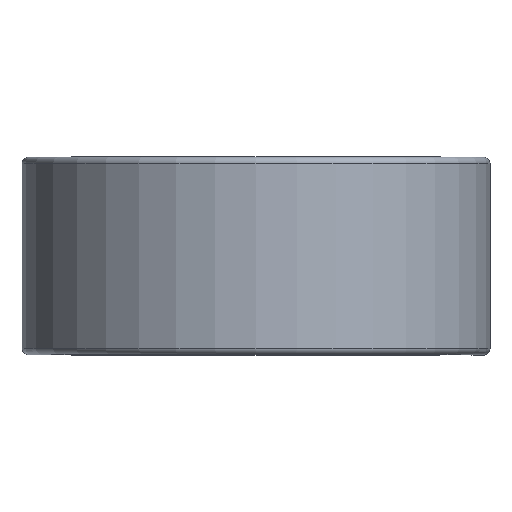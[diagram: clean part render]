
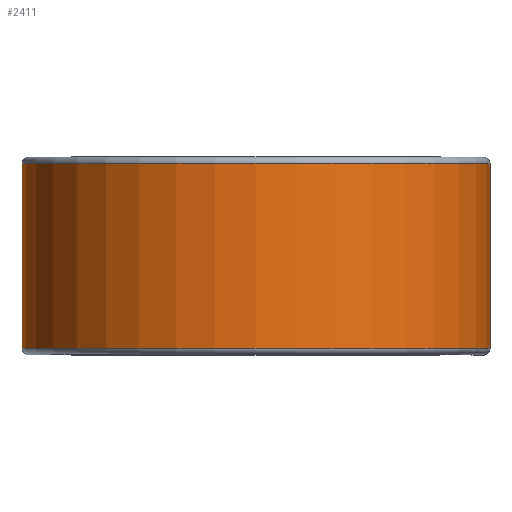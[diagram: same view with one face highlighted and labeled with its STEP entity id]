
A CAD part, top view. The second image highlights one B-rep face of the part: STEP entity #2411.
In plain terms, the highlighted cylindrical face has radius 28.207 mm (diameter 56.413 mm), a partial arc.
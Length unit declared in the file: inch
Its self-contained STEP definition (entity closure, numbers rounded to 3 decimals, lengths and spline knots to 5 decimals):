
#38 = EDGE_CURVE ( 'NONE', #163, #321, #1471, .T. ) ;
#64 = CIRCLE ( 'NONE', #1852, 1.1105 ) ;
#87 = CARTESIAN_POINT ( 'NONE',  ( 0., 0.43875, 0. ) ) ;
#94 = DIRECTION ( 'NONE',  ( 0., -1., 0. ) ) ;
#97 = DIRECTION ( 'NONE',  ( 0., 0., -1. ) ) ;
#163 = VERTEX_POINT ( 'NONE', #1364 ) ;
#184 = ORIENTED_EDGE ( 'NONE', *, *, #1434, .T. ) ;
#284 = CARTESIAN_POINT ( 'NONE',  ( 1.1105, 0.43875, 0. ) ) ;
#305 = FACE_OUTER_BOUND ( 'NONE', #2418, .T. ) ;
#321 = VERTEX_POINT ( 'NONE', #2365 ) ;
#442 = ORIENTED_EDGE ( 'NONE', *, *, #38, .T. ) ;
#511 = ORIENTED_EDGE ( 'NONE', *, *, #2122, .F. ) ;
#525 = VERTEX_POINT ( 'NONE', #1965 ) ;
#658 = AXIS2_PLACEMENT_3D ( 'NONE', #87, #94, #97 ) ;
#723 = DIRECTION ( 'NONE',  ( 0., 1., 0. ) ) ;
#746 = DIRECTION ( 'NONE',  ( 0., 1., 0. ) ) ;
#762 = ORIENTED_EDGE ( 'NONE', *, *, #1497, .F. ) ;
#835 = VECTOR ( 'NONE', #723, 39.37008 ) ;
#840 = CARTESIAN_POINT ( 'NONE',  ( 1.1105, -0.43875, 0. ) ) ;
#924 = LINE ( 'NONE', #937, #2042 ) ;
#937 = CARTESIAN_POINT ( 'NONE',  ( 0., 0.43875, -1.1105 ) ) ;
#981 = AXIS2_PLACEMENT_3D ( 'NONE', #1281, #1697, #1289 ) ;
#1016 = CARTESIAN_POINT ( 'NONE',  ( 0., -0.43875, 0. ) ) ;
#1184 = DIRECTION ( 'NONE',  ( 0., 0., -1. ) ) ;
#1281 = CARTESIAN_POINT ( 'NONE',  ( 0., 0.4375, 0. ) ) ;
#1289 = DIRECTION ( 'NONE',  ( 0., 0., -1. ) ) ;
#1364 = CARTESIAN_POINT ( 'NONE',  ( 1.1105, 0.43875, 0. ) ) ;
#1434 = EDGE_CURVE ( 'NONE', #2148, #163, #1591, .T. ) ;
#1471 = CIRCLE ( 'NONE', #658, 1.1105 ) ;
#1497 = EDGE_CURVE ( 'NONE', #525, #321, #924, .T. ) ;
#1591 = LINE ( 'NONE', #284, #835 ) ;
#1697 = DIRECTION ( 'NONE',  ( 0., -1., 0. ) ) ;
#1747 = CYLINDRICAL_SURFACE ( 'NONE', #981, 1.1105 ) ;
#1852 = AXIS2_PLACEMENT_3D ( 'NONE', #1016, #2302, #1184 ) ;
#1965 = CARTESIAN_POINT ( 'NONE',  ( 0., -0.43875, -1.1105 ) ) ;
#2042 = VECTOR ( 'NONE', #746, 39.37008 ) ;
#2122 = EDGE_CURVE ( 'NONE', #2148, #525, #64, .T. ) ;
#2148 = VERTEX_POINT ( 'NONE', #840 ) ;
#2302 = DIRECTION ( 'NONE',  ( 0., -1., 0. ) ) ;
#2365 = CARTESIAN_POINT ( 'NONE',  ( 0., 0.43875, -1.1105 ) ) ;
#2411 = ADVANCED_FACE ( 'NONE', ( #305 ), #1747, .T. ) ;
#2418 = EDGE_LOOP ( 'NONE', ( #184, #442, #762, #511 ) ) ;
